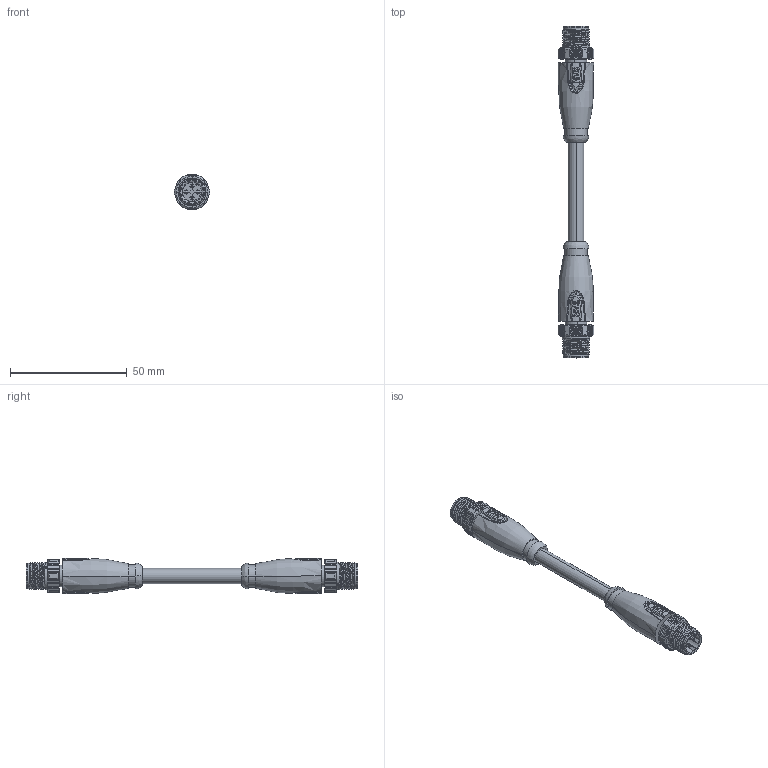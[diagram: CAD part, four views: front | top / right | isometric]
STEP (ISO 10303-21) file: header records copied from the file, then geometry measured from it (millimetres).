
FILE_DESCRIPTION(/* description */ (''),/* implementation_level */ '2;1');
FILE_NAME(/* name */ 'QQQQQ.stp',/* time_stamp */ '2024-01-09T15:52:57+08:00',/* author */ (''),/* organization */ (''),/* preprocessor_version */ 'ST-DEVELOPER v18.1',/* originating_system */ 'SIEMENS PLM Software NX 1980',/* authorisation */ '');
FILE_SCHEMA (('AUTOMOTIVE_DESIGN { 1 0 10303 214 3 1 1 1 }'));
Length unit declared in the file: millimetre
Products named in the file (1): temp
Bounding box: 15.2 x 142 x 15 mm (x, y, z)
Volume: 83.5 mm3; surface area: 8175.4 mm2
Topology: 12 solids, 13 shells, 808 faces, 2383 edges, 1627 vertices
Faces by surface type: plane 412, cylinder 280, cone 44, bspline 30, sphere 24, revolution 10, torus 4, extrusion 4
Full cylindrical faces by diameter (mm): 2 x2, 10 x2, 10.8 x2, 11.89 x14
Entity records: 37269 total; most frequent: CARTESIAN_POINT 17345, ORIENTED_EDGE 4638, DIRECTION 3446, EDGE_CURVE 2319, VERTEX_POINT 1619, AXIS2_PLACEMENT_3D 1283, B_SPLINE_CURVE_WITH_KNOTS 937, EDGE_LOOP 874
